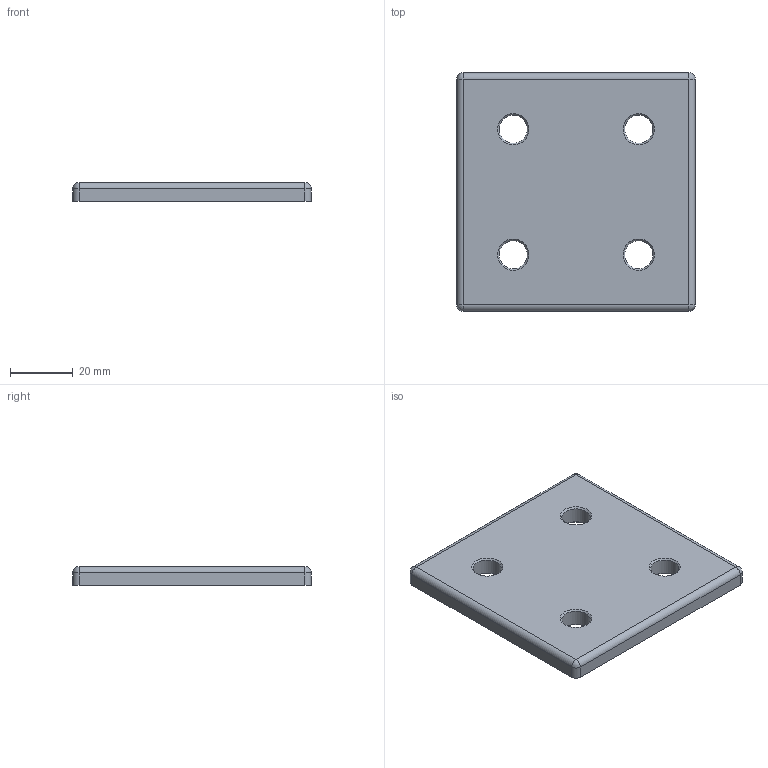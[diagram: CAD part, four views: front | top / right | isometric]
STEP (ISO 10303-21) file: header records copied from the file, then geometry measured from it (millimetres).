
FILE_DESCRIPTION( ( 'STEP AP203' ), '1' );
FILE_NAME( '093VA8080.stp', '2021-11-22T10:54:13', ( 'License CC BY-ND 4.0' ), ( 'CADENAS' ), ' ', 'PARTsolutions', ' ' );
FILE_SCHEMA( ( 'CONFIG_CONTROL_DESIGN' ) );
Length unit declared in the file: millimetre
Products named in the file (1): _093VA8080
Bounding box: 76 x 76 x 6 mm (x, y, z)
Volume: 32823.7 mm3; surface area: 13194.7 mm2
Topology: 1 solids, 1 shells, 30 faces, 68 edges, 36 vertices
Faces by surface type: cylinder 12, cone 8, plane 6, sphere 4
Full cylindrical faces by diameter (mm): 9 x4
Entity records: 800 total; most frequent: DIRECTION 146, CARTESIAN_POINT 119, ORIENTED_EDGE 104, AXIS2_PLACEMENT_3D 63, EDGE_CURVE 52, EDGE_LOOP 50, VERTEX_POINT 36, FACE_OUTER_BOUND 34
